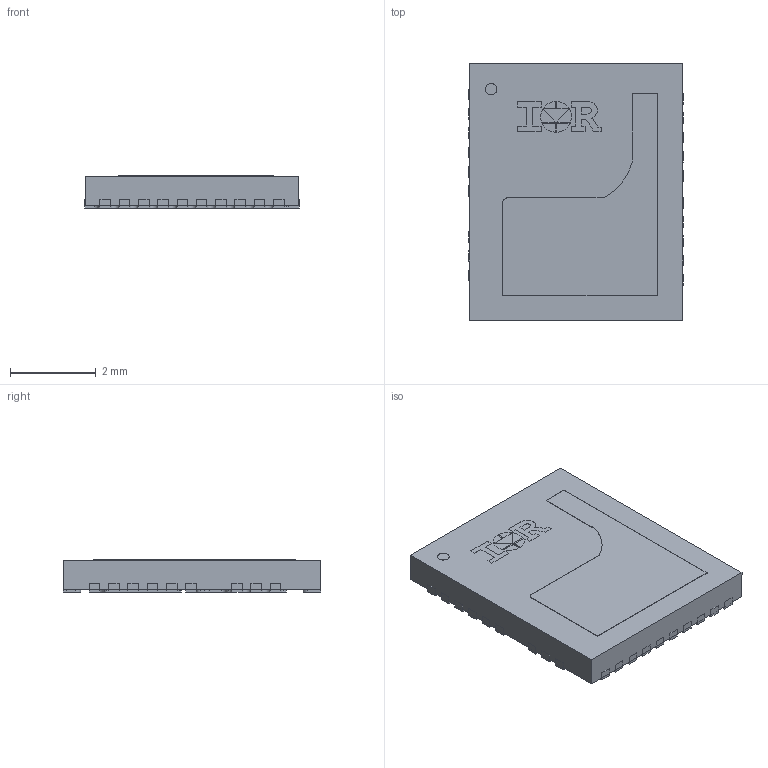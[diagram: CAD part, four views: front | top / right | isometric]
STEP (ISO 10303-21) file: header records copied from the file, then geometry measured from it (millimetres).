
FILE_DESCRIPTION(/* description */ (''),/* implementation_level */ '2;1');
FILE_NAME(/* name */ 'PG-IQFN-39-5_Z8B00187948_V03_3D.stp',/* time_stamp */ '2021-08-30T13:48:27+05:00',/* author */ ('janartha'),/* organization */ (''),/* preprocessor_version */ 'ST-DEVELOPER v16.13',/* originating_system */ 'AutoCAD Mechanical',/* authorisation */ '');
FILE_SCHEMA (('AUTOMOTIVE_DESIGN { 1 0 10303 214 3 1 1 }'));
Length unit declared in the file: millimetre
Products named in the file (1): Product
Bounding box: 5 x 6 x 0.75 mm (x, y, z)
Surface area: 148.2 mm2
Topology: 30 solids, 30 shells, 362 faces, 904 edges, 603 vertices
Faces by surface type: plane 277, cylinder 85
Full cylindrical faces by diameter (mm): 0.27 x2
Entity records: 10730 total; most frequent: CARTESIAN_POINT 1866, ORIENTED_EDGE 1802, DIRECTION 1797, EDGE_CURVE 901, LINE 731, VECTOR 731, VERTEX_POINT 602, AXIS2_PLACEMENT_3D 533
